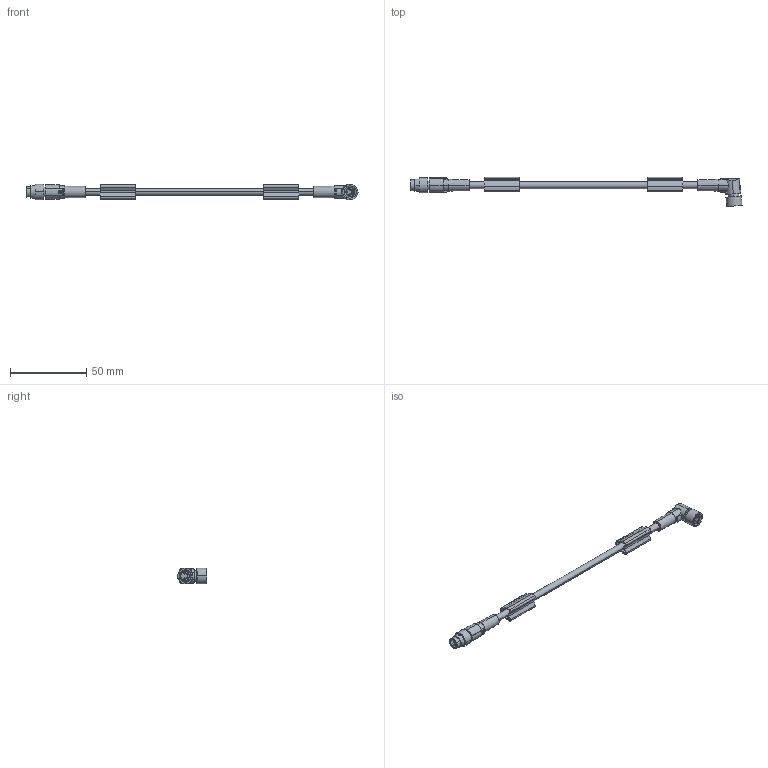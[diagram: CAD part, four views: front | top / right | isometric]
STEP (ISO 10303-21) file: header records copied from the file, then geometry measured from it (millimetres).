
FILE_DESCRIPTION(('SolidDesigner STEP Export'),'2;1');
FILE_NAME('1682207.stp','2011-03-16T 6:48:22',(''),(''),'CoCreate Modeling STEP processor for AP214 (Solid Model)','CoCreate Modeling 16.00A 16-Aug-2008 (C) Parametric Technology GmbH','');
FILE_SCHEMA(('AUTOMOTIVE_DESIGN { 1 0 10303 214 1 1 1 1 }'));
Length unit declared in the file: millimetre
Products named in the file (2): 1682207
Assembly tree (1 placements, depth 2):
  1682207
    1682207
Bounding box: 217.56 x 19.16 x 10 mm (x, y, z)
Volume: 7455.7 mm3; surface area: 7752.2 mm2
Topology: 1 solids, 1 shells, 282 faces, 786 edges, 530 vertices
Faces by surface type: cylinder 137, plane 89, extrusion 34, cone 14, torus 8
Entity records: 15794 total; most frequent: CARTESIAN_POINT 6813, ORIENTED_EDGE 1572, DIRECTION 1194, EDGE_CURVE 786, VERTEX_POINT 530, AXIS2_PLACEMENT_3D 402, VECTOR 390, LINE 352
